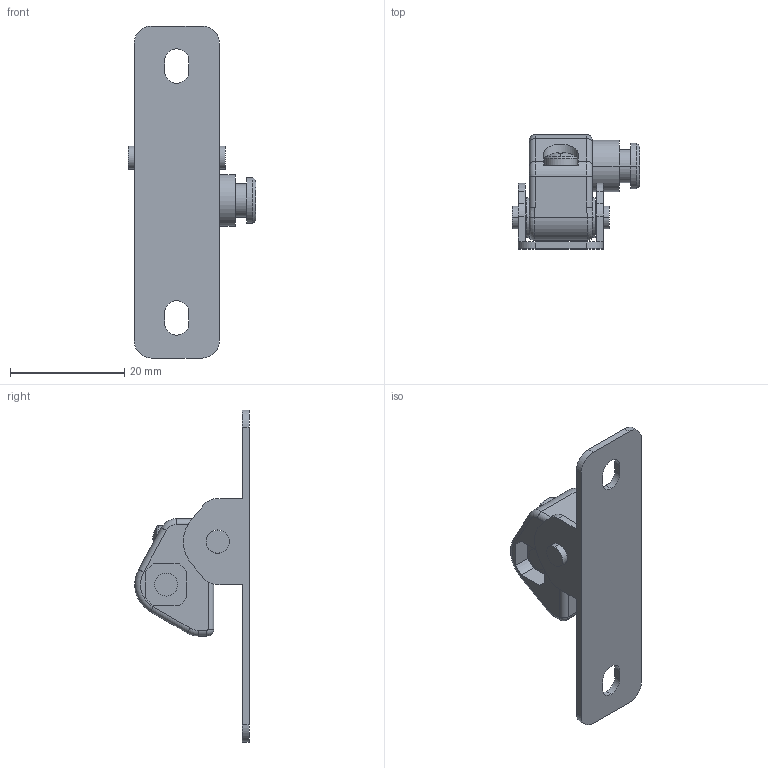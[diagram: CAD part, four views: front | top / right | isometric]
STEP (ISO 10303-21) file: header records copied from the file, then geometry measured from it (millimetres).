
FILE_DESCRIPTION (( 'STEP AP203' ), '1' );
FILE_NAME ('sone3D.STEP', '2017-08-24T07:32:46', ( '' ), ( '' ), 'SwSTEP 2.0', 'SolidWorks 2014', '' );
FILE_SCHEMA (( 'CONFIG_CONTROL_DESIGN' ));
Length unit declared in the file: millimetre
Products named in the file (7): A-452-S端末フック回転軸_; A-452-S端末ベース_; A-452-S端末フック接続ボルト_; A-452-S端末フック接続部_; 廫帤寠晅側傋偹偠M3_M3亊6; sone3D; A-452-S端末フック_
Assembly tree (6 placements, depth 2):
  sone3D
    A-452-S端末ベース_
    A-452-S端末フック接続部_
    A-452-S端末フック_
    A-452-S端末フック回転軸_
    A-452-S端末フック接続ボルト_
    廫帤寠晅側傋偹偠M3_M3亊6
Bounding box: 22.3 x 20 x 58 mm (x, y, z)
Volume: 4353.2 mm3; surface area: 5140.3 mm2
Topology: 6 solids, 6 shells, 191 faces, 467 edges, 294 vertices
Faces by surface type: cylinder 79, plane 79, torus 14, cone 13, bspline 4, sphere 2
Entity records: 6543 total; most frequent: CARTESIAN_POINT 1151, DIRECTION 1062, ORIENTED_EDGE 930, EDGE_CURVE 465, AXIS2_PLACEMENT_3D 421, VERTEX_POINT 294, CIRCLE 225, VECTOR 220
